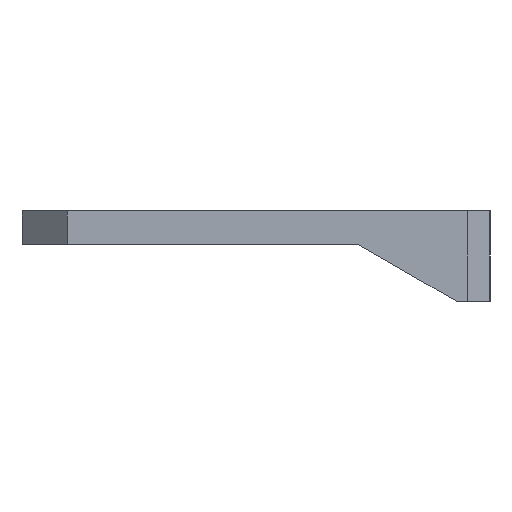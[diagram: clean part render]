
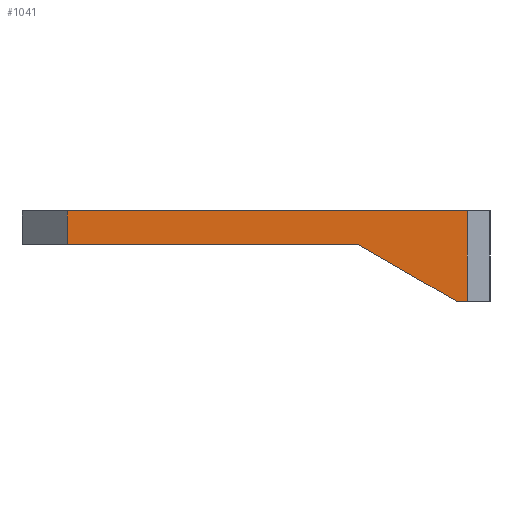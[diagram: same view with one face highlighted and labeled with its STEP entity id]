
A CAD part, left-side view. The second image highlights one B-rep face of the part: STEP entity #1041.
In plain terms, the highlighted planar face has unit normal (-1, 0, 0).
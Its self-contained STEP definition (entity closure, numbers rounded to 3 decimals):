
#79=FACE_OUTER_BOUND('',#145,.T.);
#145=EDGE_LOOP('',(#815,#816,#817,#818,#819,#820));
#202=LINE('',#1479,#330);
#244=LINE('',#1575,#372);
#263=LINE('',#1630,#391);
#264=LINE('',#1633,#392);
#265=LINE('',#1635,#393);
#266=LINE('',#1636,#394);
#330=VECTOR('',#1190,10.);
#372=VECTOR('',#1248,10.);
#391=VECTOR('',#1309,10.);
#392=VECTOR('',#1312,10.);
#393=VECTOR('',#1313,10.);
#394=VECTOR('',#1314,10.);
#456=VERTEX_POINT('',#1476);
#457=VERTEX_POINT('',#1478);
#502=VERTEX_POINT('',#1572);
#503=VERTEX_POINT('',#1574);
#519=VERTEX_POINT('',#1632);
#520=VERTEX_POINT('',#1634);
#554=EDGE_CURVE('',#456,#457,#202,.T.);
#602=EDGE_CURVE('',#502,#503,#244,.T.);
#631=EDGE_CURVE('',#503,#456,#263,.T.);
#632=EDGE_CURVE('',#519,#502,#264,.T.);
#633=EDGE_CURVE('',#520,#519,#265,.T.);
#634=EDGE_CURVE('',#457,#520,#266,.T.);
#815=ORIENTED_EDGE('',*,*,#631,.F.);
#816=ORIENTED_EDGE('',*,*,#602,.F.);
#817=ORIENTED_EDGE('',*,*,#632,.F.);
#818=ORIENTED_EDGE('',*,*,#633,.F.);
#819=ORIENTED_EDGE('',*,*,#634,.F.);
#820=ORIENTED_EDGE('',*,*,#554,.F.);
#993=PLANE('',#1125);
#1041=ADVANCED_FACE('',(#79),#993,.T.);
#1125=AXIS2_PLACEMENT_3D('',#1631,#1310,#1311);
#1190=DIRECTION('',(0.,-1.,0.));
#1248=DIRECTION('',(0.,1.,0.));
#1309=DIRECTION('',(0.,0.,1.));
#1310=DIRECTION('center_axis',(-1.,0.,0.));
#1311=DIRECTION('ref_axis',(0.,-1.,0.));
#1312=DIRECTION('',(0.,0.866,0.5));
#1313=DIRECTION('',(0.,1.,0.));
#1314=DIRECTION('',(0.,0.,-1.));
#1476=CARTESIAN_POINT('',(-26.35,27.,3.));
#1478=CARTESIAN_POINT('',(-26.35,-8.5,3.));
#1479=CARTESIAN_POINT('',(-26.35,10.5,3.));
#1572=CARTESIAN_POINT('',(-26.35,1.16,0.));
#1574=CARTESIAN_POINT('',(-26.35,27.,0.));
#1575=CARTESIAN_POINT('',(-26.35,10.5,0.));
#1630=CARTESIAN_POINT('',(-26.35,27.,0.));
#1631=CARTESIAN_POINT('Origin',(-26.35,31.,0.));
#1632=CARTESIAN_POINT('',(-26.35,-7.5,-5.));
#1633=CARTESIAN_POINT('',(-26.35,-1.005,-1.25));
#1634=CARTESIAN_POINT('',(-26.35,-8.5,-5.));
#1635=CARTESIAN_POINT('',(-26.35,-10.5,-5.));
#1636=CARTESIAN_POINT('',(-26.35,-8.5,0.));
